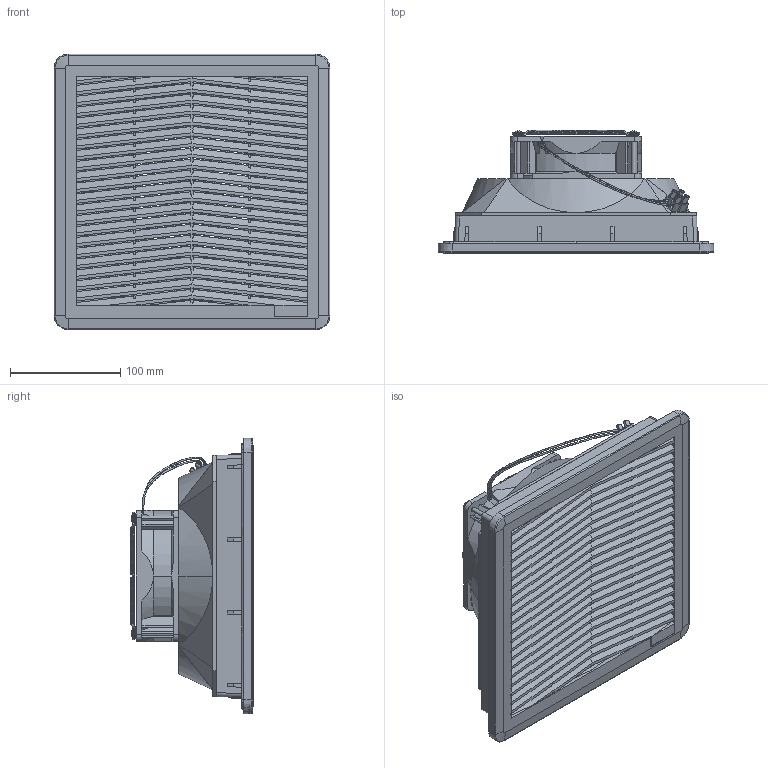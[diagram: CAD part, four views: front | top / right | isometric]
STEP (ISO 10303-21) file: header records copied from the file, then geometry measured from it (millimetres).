
FILE_DESCRIPTION((''),'2;1');
FILE_NAME('FL-4611D','2013-09-17T',('alexcam'),(''),'PRO/ENGINEER BY PARAMETRIC TECHNOLOGY CORPORATION, 2010040','PRO/ENGINEER BY PARAMETRIC TECHNOLOGY CORPORATION, 2010040','');
FILE_SCHEMA(('AUTOMOTIVE_DESIGN_CC2 { 1 2 10303 214 -1 1 5 2 }'));
Products named in the file (1): FL-4611D
Bounding box: 250.12 x 111.6 x 250.11 mm (x, y, z)
Volume: 143254.6 mm3; surface area: 505003.2 mm2
Topology: 17 solids, 25 shells, 2449 faces, 7324 edges, 4637 vertices
Faces by surface type: plane 1524, cylinder 536, bspline 179, cone 97, torus 86, extrusion 19, sphere 8
Entity records: 134159 total; most frequent: CARTESIAN_POINT 47506, ORIENTED_EDGE 14518, DIRECTION 11905, PRESENTATION_STYLE_ASSIGNMENT 7348, STYLED_ITEM 7348, CURVE_STYLE 7323, EDGE_CURVE 7323, VECTOR 5229
